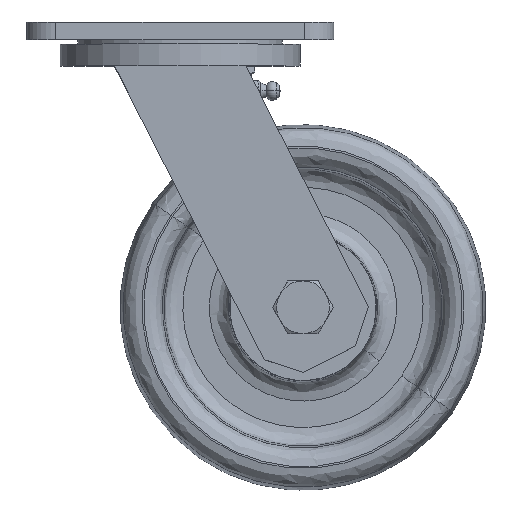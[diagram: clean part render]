
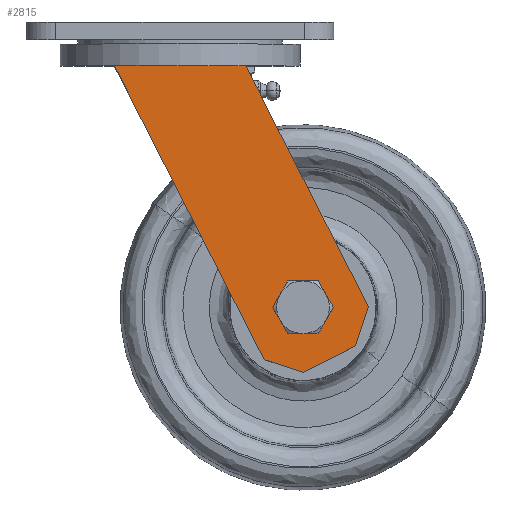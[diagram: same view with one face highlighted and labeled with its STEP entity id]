
A CAD part, top view. The second image highlights one B-rep face of the part: STEP entity #2815.
In plain terms, the highlighted planar face has unit normal (0, 0, 1).
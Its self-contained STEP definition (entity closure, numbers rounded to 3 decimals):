
#129 = DIRECTION ( 'NONE',  ( 1., 0., 0. ) ) ;
#351 = ORIENTED_EDGE ( 'NONE', *, *, #3954, .T. ) ;
#955 = CARTESIAN_POINT ( 'NONE',  ( 64.354, -97.248, 33.5 ) ) ;
#1727 = EDGE_CURVE ( 'NONE', #10234, #3940, #12442, .T. ) ;
#2158 = CARTESIAN_POINT ( 'NONE',  ( 22.447, -15., 33.5 ) ) ;
#2194 = CARTESIAN_POINT ( 'NONE',  ( -22.447, -15., 33.5 ) ) ;
#2688 = LINE ( 'NONE', #5718, #16224 ) ;
#2815 = ADVANCED_FACE ( 'NONE', ( #5338, #9366 ), #13838, .T. ) ;
#2939 = DIRECTION ( 'NONE',  ( 0.454, -0.891, 0. ) ) ;
#3128 = DIRECTION ( 'NONE',  ( 1., 0., 0. ) ) ;
#3245 = DIRECTION ( 'NONE',  ( 0.891, 0.454, 0. ) ) ;
#3940 = VERTEX_POINT ( 'NONE', #12598 ) ;
#3954 = EDGE_CURVE ( 'NONE', #3940, #14317, #15006, .T. ) ;
#4005 = AXIS2_PLACEMENT_3D ( 'NONE', #8450, #9558, #10906 ) ;
#4196 = LINE ( 'NONE', #955, #6272 ) ;
#4312 = ORIENTED_EDGE ( 'NONE', *, *, #14484, .T. ) ;
#4401 = CARTESIAN_POINT ( 'NONE',  ( 28.714, -115.408, 33.5 ) ) ;
#4406 = VECTOR ( 'NONE', #11566, 1000. ) ;
#4728 = EDGE_CURVE ( 'NONE', #14033, #7314, #11223, .T. ) ;
#5338 = FACE_OUTER_BOUND ( 'NONE', #7135, .T. ) ;
#5450 = EDGE_CURVE ( 'NONE', #14317, #7748, #17322, .T. ) ;
#5465 = CARTESIAN_POINT ( 'NONE',  ( 35.9, -97.5, 33.5 ) ) ;
#5565 = DIRECTION ( 'NONE',  ( 0., 0., 1. ) ) ;
#5617 = CARTESIAN_POINT ( 'NONE',  ( 42.164, -119.778, 33.5 ) ) ;
#5618 = ORIENTED_EDGE ( 'NONE', *, *, #8162, .T. ) ;
#5718 = CARTESIAN_POINT ( 'NONE',  ( 28.714, -115.408, 33.5 ) ) ;
#5782 = DIRECTION ( 'NONE',  ( 0.951, -0.309, 0. ) ) ;
#6272 = VECTOR ( 'NONE', #10332, 1000. ) ;
#6429 = AXIS2_PLACEMENT_3D ( 'NONE', #11162, #13962, #3128 ) ;
#6750 = EDGE_CURVE ( 'NONE', #7748, #15951, #2688, .T. ) ;
#7135 = EDGE_LOOP ( 'NONE', ( #351, #16764, #13166, #5618, #4312, #13870 ) ) ;
#7314 = VERTEX_POINT ( 'NONE', #5465 ) ;
#7748 = VERTEX_POINT ( 'NONE', #4401 ) ;
#7774 = VECTOR ( 'NONE', #2939, 1000. ) ;
#8162 = EDGE_CURVE ( 'NONE', #15951, #15961, #17351, .T. ) ;
#8280 = CARTESIAN_POINT ( 'NONE',  ( 59.984, -110.698, 33.5 ) ) ;
#8450 = CARTESIAN_POINT ( 'NONE',  ( 0., 0., 33.5 ) ) ;
#9366 = FACE_BOUND ( 'NONE', #16174, .T. ) ;
#9558 = DIRECTION ( 'NONE',  ( 0., 0., 1. ) ) ;
#9580 = EDGE_CURVE ( 'NONE', #7314, #14033, #11042, .T. ) ;
#10021 = DIRECTION ( 'NONE',  ( -1., 0., 0. ) ) ;
#10234 = VERTEX_POINT ( 'NONE', #10706 ) ;
#10332 = DIRECTION ( 'NONE',  ( 0.309, 0.951, 0. ) ) ;
#10706 = CARTESIAN_POINT ( 'NONE',  ( 64.354, -97.248, 33.5 ) ) ;
#10889 = ORIENTED_EDGE ( 'NONE', *, *, #4728, .F. ) ;
#10906 = DIRECTION ( 'NONE',  ( 1., 0., 0. ) ) ;
#11042 = CIRCLE ( 'NONE', #17287, 6.1 ) ;
#11162 = CARTESIAN_POINT ( 'NONE',  ( 42., -97.5, 33.5 ) ) ;
#11223 = CIRCLE ( 'NONE', #6429, 6.1 ) ;
#11566 = DIRECTION ( 'NONE',  ( -0.454, 0.891, 0. ) ) ;
#12442 = LINE ( 'NONE', #2158, #4406 ) ;
#12460 = VECTOR ( 'NONE', #10021, 1000. ) ;
#12598 = CARTESIAN_POINT ( 'NONE',  ( 22.447, -15., 33.5 ) ) ;
#12764 = CARTESIAN_POINT ( 'NONE',  ( 22.447, -15., 33.5 ) ) ;
#13166 = ORIENTED_EDGE ( 'NONE', *, *, #6750, .T. ) ;
#13742 = VECTOR ( 'NONE', #3245, 1000. ) ;
#13838 = PLANE ( 'NONE',  #4005 ) ;
#13870 = ORIENTED_EDGE ( 'NONE', *, *, #1727, .T. ) ;
#13962 = DIRECTION ( 'NONE',  ( 0., 0., 1. ) ) ;
#14033 = VERTEX_POINT ( 'NONE', #15005 ) ;
#14076 = ORIENTED_EDGE ( 'NONE', *, *, #9580, .F. ) ;
#14317 = VERTEX_POINT ( 'NONE', #2194 ) ;
#14484 = EDGE_CURVE ( 'NONE', #15961, #10234, #4196, .T. ) ;
#14930 = CARTESIAN_POINT ( 'NONE',  ( 42., -97.5, 33.5 ) ) ;
#15005 = CARTESIAN_POINT ( 'NONE',  ( 48.1, -97.5, 33.5 ) ) ;
#15006 = LINE ( 'NONE', #12764, #12460 ) ;
#15247 = CARTESIAN_POINT ( 'NONE',  ( -22.447, -15., 33.5 ) ) ;
#15478 = CARTESIAN_POINT ( 'NONE',  ( 59.984, -110.698, 33.5 ) ) ;
#15951 = VERTEX_POINT ( 'NONE', #5617 ) ;
#15961 = VERTEX_POINT ( 'NONE', #8280 ) ;
#16174 = EDGE_LOOP ( 'NONE', ( #14076, #10889 ) ) ;
#16224 = VECTOR ( 'NONE', #5782, 1000. ) ;
#16764 = ORIENTED_EDGE ( 'NONE', *, *, #5450, .T. ) ;
#17287 = AXIS2_PLACEMENT_3D ( 'NONE', #14930, #5565, #129 ) ;
#17322 = LINE ( 'NONE', #15247, #7774 ) ;
#17351 = LINE ( 'NONE', #15478, #13742 ) ;
